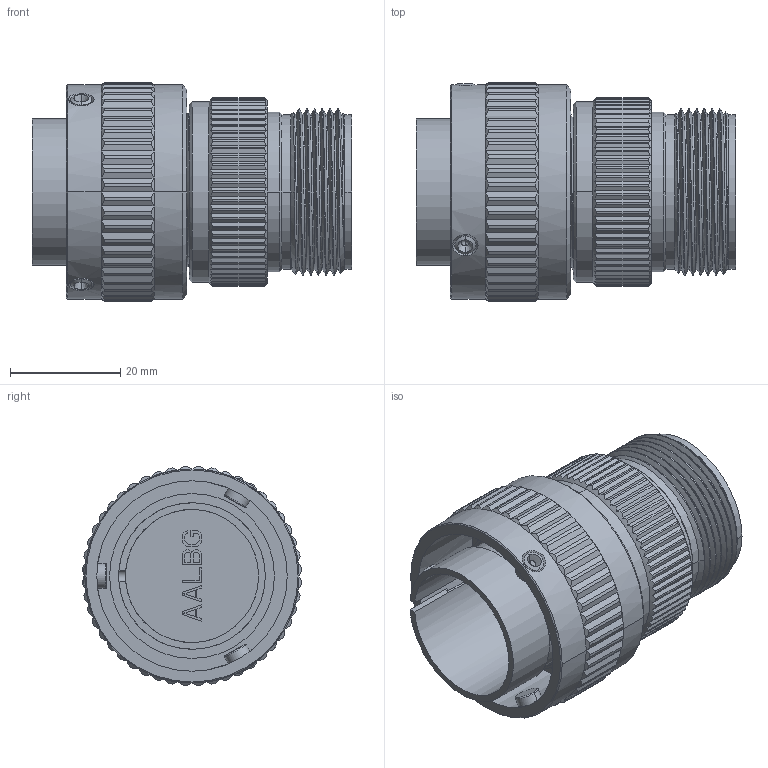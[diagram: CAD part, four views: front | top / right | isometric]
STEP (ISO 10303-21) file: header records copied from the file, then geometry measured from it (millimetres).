
FILE_DESCRIPTION((''),'2;1');
FILE_NAME('VG95234L-20_SW0001','2023-03-16T10:50:34',('paultorloting'),('NET AG system integration'),'CREO PARAMETRIC BY PTC INC, 2021404','CREO PARAMETRIC BY PTC INC, 2021404','');
FILE_SCHEMA(('AUTOMOTIVE_DESIGN { 1 0 10303 214 1 1 1 1 }'));
Products named in the file (1): VG95234L-20_SW0001
Bounding box: 57.8 x 39.75 x 39.75 mm (x, y, z)
Volume: 36469.7 mm3; surface area: 18008.2 mm2
Topology: 1 solids, 1 shells, 977 faces, 2563 edges, 1618 vertices
Faces by surface type: plane 558, cylinder 238, cone 155, bspline 20, torus 6
Entity records: 47768 total; most frequent: CARTESIAN_POINT 20232, ORIENTED_EDGE 5114, DIRECTION 4038, EDGE_CURVE 2557, VERTEX_POINT 1618, AXIS2_PLACEMENT_3D 1393, VECTOR 1249, LINE 1249
